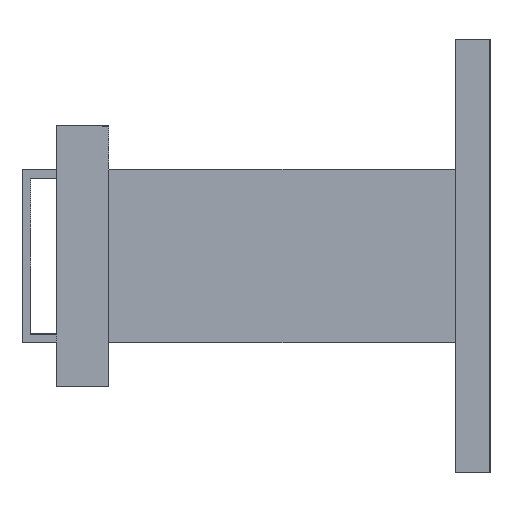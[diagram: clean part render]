
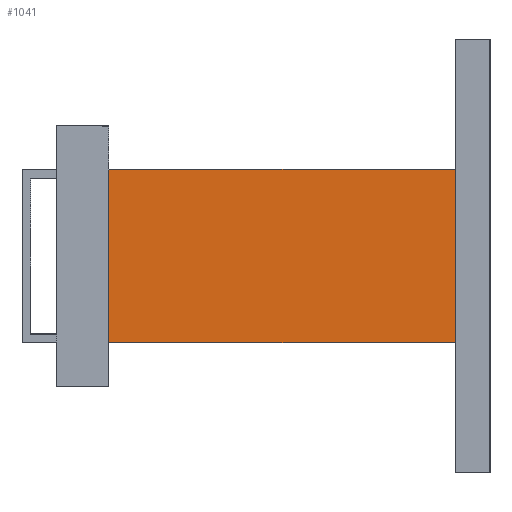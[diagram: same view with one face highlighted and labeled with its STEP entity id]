
A CAD part, left-side view. The second image highlights one B-rep face of the part: STEP entity #1041.
In plain terms, the highlighted planar face has unit normal (-1, 0, 0).
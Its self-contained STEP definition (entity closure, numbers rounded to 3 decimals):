
#3 = CARTESIAN_POINT ( 'NONE',  ( -20., -40., 20. ) ) ;
#8 = DIRECTION ( 'NONE',  ( 0., -1., 0. ) ) ;
#11 = FACE_OUTER_BOUND ( 'NONE', #975, .T. ) ;
#16 = ORIENTED_EDGE ( 'NONE', *, *, #393, .T. ) ;
#18 = CARTESIAN_POINT ( 'NONE',  ( -20., 40., 20. ) ) ;
#29 = EDGE_CURVE ( 'NONE', #557, #1121, #1020, .T. ) ;
#90 = DIRECTION ( 'NONE',  ( 0., 0., 1. ) ) ;
#123 = LINE ( 'NONE', #18, #867 ) ;
#144 = ORIENTED_EDGE ( 'NONE', *, *, #29, .F. ) ;
#248 = VECTOR ( 'NONE', #8, 1000. ) ;
#338 = ORIENTED_EDGE ( 'NONE', *, *, #349, .T. ) ;
#349 = EDGE_CURVE ( 'NONE', #874, #480, #459, .T. ) ;
#362 = CARTESIAN_POINT ( 'NONE',  ( -20., -40., -20. ) ) ;
#393 = EDGE_CURVE ( 'NONE', #557, #874, #516, .T. ) ;
#433 = DIRECTION ( 'NONE',  ( 0., -1., 0. ) ) ;
#434 = CARTESIAN_POINT ( 'NONE',  ( -20., 40., 20. ) ) ;
#459 = LINE ( 'NONE', #686, #1215 ) ;
#480 = VERTEX_POINT ( 'NONE', #3 ) ;
#516 = LINE ( 'NONE', #1175, #248 ) ;
#557 = VERTEX_POINT ( 'NONE', #908 ) ;
#609 = EDGE_CURVE ( 'NONE', #1121, #480, #123, .T. ) ;
#641 = AXIS2_PLACEMENT_3D ( 'NONE', #1223, #726, #1019 ) ;
#686 = CARTESIAN_POINT ( 'NONE',  ( -20., -40., -16. ) ) ;
#706 = ORIENTED_EDGE ( 'NONE', *, *, #609, .F. ) ;
#726 = DIRECTION ( 'NONE',  ( 1., 0., 0. ) ) ;
#772 = DIRECTION ( 'NONE',  ( 0., 0., 1. ) ) ;
#867 = VECTOR ( 'NONE', #433, 1000. ) ;
#874 = VERTEX_POINT ( 'NONE', #362 ) ;
#908 = CARTESIAN_POINT ( 'NONE',  ( -20., 40., -20. ) ) ;
#968 = CARTESIAN_POINT ( 'NONE',  ( -20., 40., -16. ) ) ;
#975 = EDGE_LOOP ( 'NONE', ( #338, #706, #144, #16 ) ) ;
#1019 = DIRECTION ( 'NONE',  ( 0., 0., -1. ) ) ;
#1020 = LINE ( 'NONE', #968, #1118 ) ;
#1033 = PLANE ( 'NONE',  #641 ) ;
#1041 = ADVANCED_FACE ( 'NONE', ( #11 ), #1033, .F. ) ;
#1118 = VECTOR ( 'NONE', #772, 1000. ) ;
#1121 = VERTEX_POINT ( 'NONE', #434 ) ;
#1175 = CARTESIAN_POINT ( 'NONE',  ( -20., 40., -20. ) ) ;
#1215 = VECTOR ( 'NONE', #90, 1000. ) ;
#1223 = CARTESIAN_POINT ( 'NONE',  ( -20., 40., -16. ) ) ;
